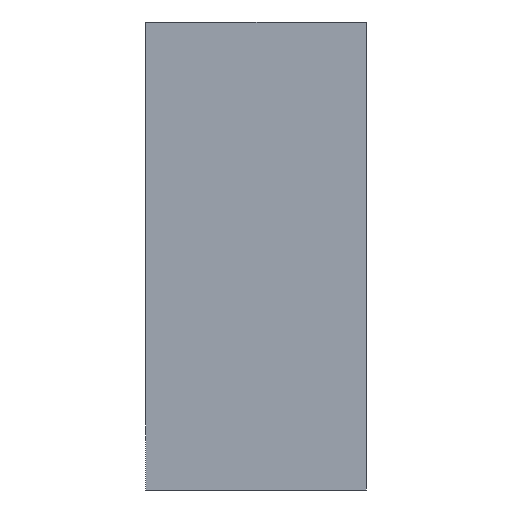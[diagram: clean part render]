
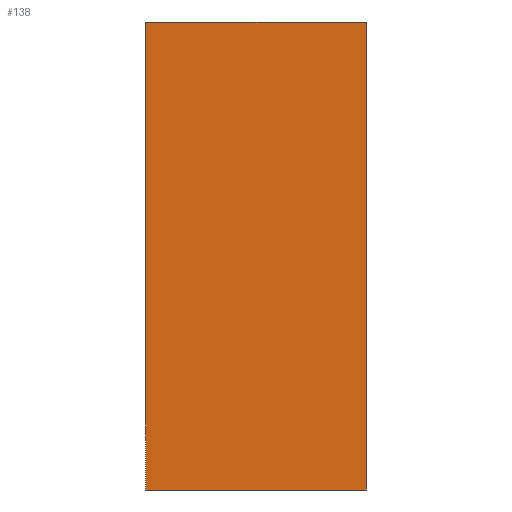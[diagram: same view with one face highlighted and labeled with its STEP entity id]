
A CAD part, left-side view. The second image highlights one B-rep face of the part: STEP entity #138.
In plain terms, the highlighted planar face has unit normal (-1, 0, 0).
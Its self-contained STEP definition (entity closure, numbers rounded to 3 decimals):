
#138=ADVANCED_FACE('',(#292),#294,.T.);
#292=FACE_BOUND('',#293,.T.);
#293=EDGE_LOOP('',(#360,#361,#362,#363));
#294=PLANE('',#295);
#295=AXIS2_PLACEMENT_3D('',#296,#297,#298);
#296=CARTESIAN_POINT('',(-111.094,0.,-33.769));
#297=DIRECTION('',(-1.,0.,0.));
#298=DIRECTION('',(0.,0.,1.));
#360=ORIENTED_EDGE('',*,*,#376,.T.);
#361=ORIENTED_EDGE('',*,*,#400,.T.);
#362=ORIENTED_EDGE('',*,*,#391,.F.);
#363=ORIENTED_EDGE('',*,*,#401,.F.);
#376=EDGE_CURVE('',#404,#405,#406,.T.);
#391=EDGE_CURVE('',#433,#428,#435,.T.);
#400=EDGE_CURVE('',#405,#428,#452,.T.);
#401=EDGE_CURVE('',#404,#433,#453,.T.);
#404=VERTEX_POINT('',#456);
#405=VERTEX_POINT('',#457);
#406=LINE('',#458,#459);
#428=VERTEX_POINT('',#512);
#433=VERTEX_POINT('',#521);
#435=LINE('',#525,#526);
#452=LINE('',#568,#569);
#453=LINE('',#571,#572);
#456=CARTESIAN_POINT('',(-111.094,0.,-33.769));
#457=CARTESIAN_POINT('',(-111.094,0.,72.231));
#458=CARTESIAN_POINT('',(-111.094,0.,-33.769));
#459=VECTOR('',#460,1.);
#460=DIRECTION('',(0.,0.,1.));
#512=CARTESIAN_POINT('',(-111.094,50.,72.231));
#521=CARTESIAN_POINT('',(-111.094,50.,-33.769));
#525=CARTESIAN_POINT('',(-111.094,50.,-33.769));
#526=VECTOR('',#527,1.);
#527=DIRECTION('',(0.,0.,1.));
#568=CARTESIAN_POINT('',(-111.094,0.,72.231));
#569=VECTOR('',#570,1.);
#570=DIRECTION('',(0.,1.,0.));
#571=CARTESIAN_POINT('',(-111.094,0.,-33.769));
#572=VECTOR('',#573,1.);
#573=DIRECTION('',(0.,1.,0.));
